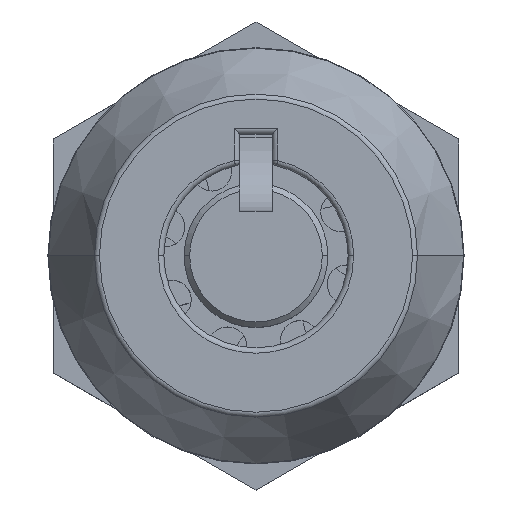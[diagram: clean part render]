
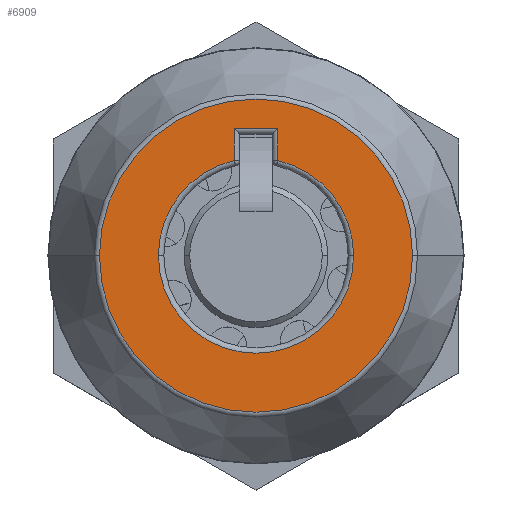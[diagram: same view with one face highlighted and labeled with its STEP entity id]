
A CAD part, top view. The second image highlights one B-rep face of the part: STEP entity #6909.
In plain terms, the highlighted planar face has unit normal (0, 0, 1).
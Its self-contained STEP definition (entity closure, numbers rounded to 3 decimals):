
#35 = CARTESIAN_POINT ( 'NONE',  ( 0.875, 6.9, 0.3 ) ) ;
#204 = ORIENTED_EDGE ( 'NONE', *, *, #2724, .T. ) ;
#237 = CARTESIAN_POINT ( 'NONE',  ( 0., 0., 0.3 ) ) ;
#371 = CARTESIAN_POINT ( 'NONE',  ( 1.175, 5.168, 0.3 ) ) ;
#400 = ORIENTED_EDGE ( 'NONE', *, *, #8809, .T. ) ;
#508 = ORIENTED_EDGE ( 'NONE', *, *, #3638, .F. ) ;
#606 = CIRCLE ( 'NONE', #5668, 5.3 ) ;
#720 = EDGE_CURVE ( 'NONE', #1792, #2026, #2717, .T. ) ;
#869 = AXIS2_PLACEMENT_3D ( 'NONE', #7821, #6896, #5989 ) ;
#1102 = DIRECTION ( 'NONE',  ( 0., 1., 0. ) ) ;
#1252 = ORIENTED_EDGE ( 'NONE', *, *, #7877, .F. ) ;
#1691 = VECTOR ( 'NONE', #1102, 1000. ) ;
#1792 = VERTEX_POINT ( 'NONE', #8624 ) ;
#1984 = VERTEX_POINT ( 'NONE', #8002 ) ;
#1986 = CARTESIAN_POINT ( 'NONE',  ( -1.175, 6.6, 0.3 ) ) ;
#2001 = CIRCLE ( 'NONE', #6908, 8.5 ) ;
#2026 = VERTEX_POINT ( 'NONE', #4117 ) ;
#2218 = DIRECTION ( 'NONE',  ( 1., 0., 0. ) ) ;
#2372 = EDGE_LOOP ( 'NONE', ( #204, #6428 ) ) ;
#2630 = ORIENTED_EDGE ( 'NONE', *, *, #720, .T. ) ;
#2717 = LINE ( 'NONE', #35, #4683 ) ;
#2724 = EDGE_CURVE ( 'NONE', #1984, #8423, #2001, .T. ) ;
#2896 = LINE ( 'NONE', #1986, #1691 ) ;
#3126 = DIRECTION ( 'NONE',  ( 0., 0., 1. ) ) ;
#3385 = CARTESIAN_POINT ( 'NONE',  ( -5.3, 0., 0.3 ) ) ;
#3549 = VERTEX_POINT ( 'NONE', #4980 ) ;
#3638 = EDGE_CURVE ( 'NONE', #4435, #3549, #5724, .T. ) ;
#3895 = VECTOR ( 'NONE', #4233, 1000. ) ;
#4082 = VERTEX_POINT ( 'NONE', #371 ) ;
#4117 = CARTESIAN_POINT ( 'NONE',  ( 1.175, 6.9, 0.3 ) ) ;
#4233 = DIRECTION ( 'NONE',  ( 0., -1., 0. ) ) ;
#4324 = CARTESIAN_POINT ( 'NONE',  ( 0., 0., 0.3 ) ) ;
#4376 = CARTESIAN_POINT ( 'NONE',  ( -1.175, 5.168, 0.3 ) ) ;
#4435 = VERTEX_POINT ( 'NONE', #3385 ) ;
#4683 = VECTOR ( 'NONE', #7957, 1000. ) ;
#4980 = CARTESIAN_POINT ( 'NONE',  ( 5.3, 0., 0.3 ) ) ;
#5144 = AXIS2_PLACEMENT_3D ( 'NONE', #4324, #5933, #5145 ) ;
#5145 = DIRECTION ( 'NONE',  ( 1., 0., 0. ) ) ;
#5147 = CARTESIAN_POINT ( 'NONE',  ( 1.175, 5.227, 0.3 ) ) ;
#5229 = CIRCLE ( 'NONE', #6087, 8.5 ) ;
#5230 = ORIENTED_EDGE ( 'NONE', *, *, #6766, .F. ) ;
#5668 = AXIS2_PLACEMENT_3D ( 'NONE', #8641, #7694, #6760 ) ;
#5724 = CIRCLE ( 'NONE', #5144, 5.3 ) ;
#5933 = DIRECTION ( 'NONE',  ( 0., 0., 1. ) ) ;
#5989 = DIRECTION ( 'NONE',  ( -1., 0., 0. ) ) ;
#6048 = LINE ( 'NONE', #5147, #3895 ) ;
#6087 = AXIS2_PLACEMENT_3D ( 'NONE', #237, #8174, #7250 ) ;
#6241 = FACE_BOUND ( 'NONE', #6761, .T. ) ;
#6291 = EDGE_CURVE ( 'NONE', #8423, #1984, #5229, .T. ) ;
#6428 = ORIENTED_EDGE ( 'NONE', *, *, #6291, .T. ) ;
#6573 = DIRECTION ( 'NONE',  ( 1., 0., 0. ) ) ;
#6675 = EDGE_CURVE ( 'NONE', #2026, #4082, #6048, .T. ) ;
#6721 = CARTESIAN_POINT ( 'NONE',  ( 0., 0., 0.3 ) ) ;
#6760 = DIRECTION ( 'NONE',  ( 1., 0., 0. ) ) ;
#6761 = EDGE_LOOP ( 'NONE', ( #2630, #7136, #5230, #508, #1252, #400 ) ) ;
#6766 = EDGE_CURVE ( 'NONE', #3549, #4082, #8721, .T. ) ;
#6887 = AXIS2_PLACEMENT_3D ( 'NONE', #8444, #7502, #6573 ) ;
#6896 = DIRECTION ( 'NONE',  ( 0., 0., -1. ) ) ;
#6908 = AXIS2_PLACEMENT_3D ( 'NONE', #6721, #3126, #2218 ) ;
#6909 = ADVANCED_FACE ( 'NONE', ( #8778, #6241 ), #8776, .F. ) ;
#7136 = ORIENTED_EDGE ( 'NONE', *, *, #6675, .T. ) ;
#7250 = DIRECTION ( 'NONE',  ( 1., 0., 0. ) ) ;
#7261 = VERTEX_POINT ( 'NONE', #4376 ) ;
#7502 = DIRECTION ( 'NONE',  ( 0., 0., 1. ) ) ;
#7694 = DIRECTION ( 'NONE',  ( 0., 0., 1. ) ) ;
#7821 = CARTESIAN_POINT ( 'NONE',  ( 0., 5.3, 0.3 ) ) ;
#7877 = EDGE_CURVE ( 'NONE', #7261, #4435, #606, .T. ) ;
#7957 = DIRECTION ( 'NONE',  ( 1., 0., 0. ) ) ;
#8002 = CARTESIAN_POINT ( 'NONE',  ( 8.5, 0., 0.3 ) ) ;
#8010 = CARTESIAN_POINT ( 'NONE',  ( -8.5, 0., 0.3 ) ) ;
#8174 = DIRECTION ( 'NONE',  ( 0., 0., 1. ) ) ;
#8423 = VERTEX_POINT ( 'NONE', #8010 ) ;
#8444 = CARTESIAN_POINT ( 'NONE',  ( 0., 0., 0.3 ) ) ;
#8624 = CARTESIAN_POINT ( 'NONE',  ( -1.175, 6.9, 0.3 ) ) ;
#8641 = CARTESIAN_POINT ( 'NONE',  ( 0., 0., 0.3 ) ) ;
#8721 = CIRCLE ( 'NONE', #6887, 5.3 ) ;
#8776 = PLANE ( 'NONE',  #869 ) ;
#8778 = FACE_OUTER_BOUND ( 'NONE', #2372, .T. ) ;
#8809 = EDGE_CURVE ( 'NONE', #7261, #1792, #2896, .T. ) ;
